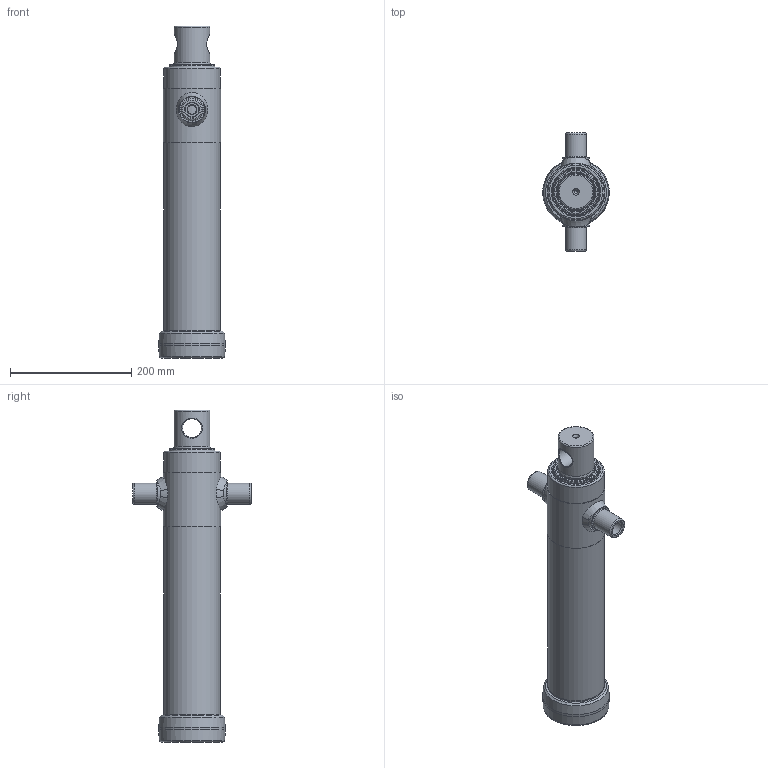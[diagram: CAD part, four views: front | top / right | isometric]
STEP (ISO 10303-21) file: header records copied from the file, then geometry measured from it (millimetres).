
FILE_DESCRIPTION(/* description */ ('Unknown'),/* implementation_level */ '2;1');
FILE_NAME(/* name */ '3024f',/* time_stamp */ '2023-11-02T16:56:59+01:00',/* author */ ('Unknown'),/* organization */ ('Unknown'),/* preprocessor_version */ 'ST-DEVELOPER v16.7',/* originating_system */ 'DEX',/* authorisation */ $);
FILE_SCHEMA (('AUTOMOTIVE_DESIGN {1 0 10303 214 3 1 1}'));
Length unit declared in the file: millimetre
Products named in the file (10): 3343; 4136; 4136_oa_0; 4136_288_245_Saldatura d'angolo 2_oa_1; 4136_288_245_Saldatura d'angolo 2_oa_2; 701; 702; 3081; 4135; 4133
Assembly tree (7 placements, depth 3):
  3343
    4136
      4136_oa_0
      701
      702
    3081
    4135
    4133
  4136_288_245_Saldatura d'angolo 2_oa_1
  4136_288_245_Saldatura d'angolo 2_oa_2
Bounding box: 110 x 195 x 548 mm (x, y, z)
Volume: 3145494.3 mm3; surface area: 657521.9 mm2
Topology: 8 solids, 8 shells, 168 faces, 341 edges, 206 vertices
Faces by surface type: cylinder 43, plane 41, torus 32, cone 26, bspline 26
Full cylindrical faces by diameter (mm): 5 x2, 15 x1, 16 x1, 16.376 x1, 23 x1, 31.2 x1, 35 x2, 43 x2, 59 x1, 60 x1, 61 x3, 61.1 x1, 64.1 x1, 65.8 x1, 66 x2, 67.2 x1, 69.1 x1, 75 x1, 76 x1, 76.05 x2, 79.1 x1, 81 x1, 82.2 x1, 84.05 x1, 90 x1, 90.335 x1, 90.5 x1, 92.5 x1, 93 x2, 95 x1
Entity records: 7932 total; most frequent: CARTESIAN_POINT 4600, DIRECTION 594, ORIENTED_EDGE 450, FACE_BOUND 294, EDGE_LOOP 292, AXIS2_PLACEMENT_3D 285, EDGE_CURVE 225, VERTEX_POINT 185
